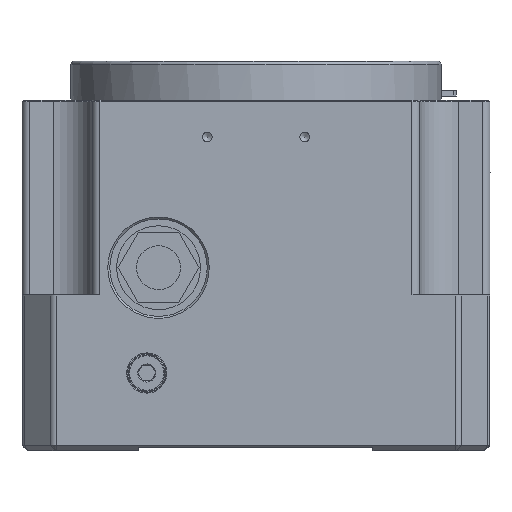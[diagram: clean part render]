
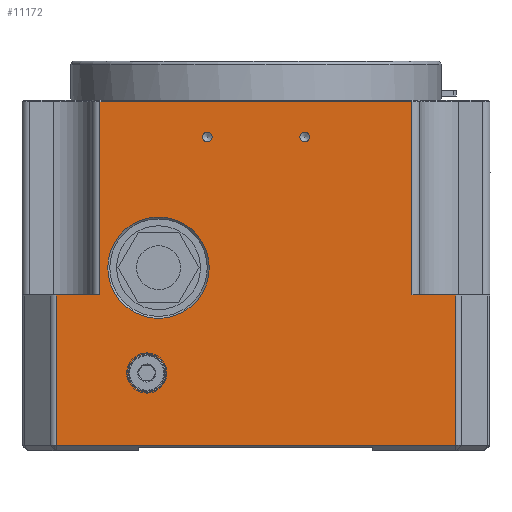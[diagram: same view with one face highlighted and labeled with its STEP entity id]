
A CAD part, left-side view. The second image highlights one B-rep face of the part: STEP entity #11172.
In plain terms, the highlighted planar face has unit normal (-1, 0, 0).
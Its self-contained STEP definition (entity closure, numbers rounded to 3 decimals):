
#772 = DIRECTION ( 'NONE',  ( 0., 1., 0. ) ) ;
#803 = CARTESIAN_POINT ( 'NONE',  ( -60., 40., 89.5 ) ) ;
#815 = LINE ( 'NONE', #803, #15313 ) ;
#1097 = CARTESIAN_POINT ( 'NONE',  ( -60., 13.75, 80.5 ) ) ;
#1102 = VERTEX_POINT ( 'NONE', #1097 ) ;
#1429 = CARTESIAN_POINT ( 'NONE',  ( -60., -11.25, 80.5 ) ) ;
#1439 = VERTEX_POINT ( 'NONE', #1429 ) ;
#2792 = DIRECTION ( 'NONE',  ( 0., 1., 0. ) ) ;
#2803 = DIRECTION ( 'NONE',  ( 1., 0., 0. ) ) ;
#2851 = CARTESIAN_POINT ( 'NONE',  ( -60., 12.5, 80.5 ) ) ;
#3531 = VERTEX_POINT ( 'NONE', #8080 ) ;
#3900 = CARTESIAN_POINT ( 'NONE',  ( -60., 51.172, 1.5 ) ) ;
#4123 = CARTESIAN_POINT ( 'NONE',  ( -60., 32.9, 20. ) ) ;
#4164 = VERTEX_POINT ( 'NONE', #4123 ) ;
#4284 = DIRECTION ( 'NONE',  ( 0., -1., 0. ) ) ;
#4292 = CARTESIAN_POINT ( 'NONE',  ( -60., 60., 40. ) ) ;
#4318 = EDGE_CURVE ( 'NONE', #3531, #5165, #35848, .T. ) ;
#4325 = LINE ( 'NONE', #4292, #24073 ) ;
#5165 = VERTEX_POINT ( 'NONE', #26714 ) ;
#5333 = AXIS2_PLACEMENT_3D ( 'NONE', #8506, #8470, #8447 ) ;
#5427 = EDGE_CURVE ( 'NONE', #10985, #10985, #25196, .T. ) ;
#5522 = EDGE_CURVE ( 'NONE', #36145, #5165, #21673, .T. ) ;
#5544 = ORIENTED_EDGE ( 'NONE', *, *, #21037, .T. ) ;
#6968 = ORIENTED_EDGE ( 'NONE', *, *, #29566, .T. ) ;
#7935 = CIRCLE ( 'NONE', #30167, 4.9 ) ;
#8080 = CARTESIAN_POINT ( 'NONE',  ( -60., -40., 40. ) ) ;
#8122 = AXIS2_PLACEMENT_3D ( 'NONE', #23328, #23299, #23264 ) ;
#8158 = EDGE_CURVE ( 'NONE', #38351, #10688, #27001, .T. ) ;
#8447 = DIRECTION ( 'NONE',  ( 0., 1., 0. ) ) ;
#8470 = DIRECTION ( 'NONE',  ( 1., 0., 0. ) ) ;
#8506 = CARTESIAN_POINT ( 'NONE',  ( -60., -12.5, 80.5 ) ) ;
#8676 = VERTEX_POINT ( 'NONE', #19219 ) ;
#9154 = ORIENTED_EDGE ( 'NONE', *, *, #14505, .T. ) ;
#10688 = VERTEX_POINT ( 'NONE', #29101 ) ;
#10948 = CARTESIAN_POINT ( 'NONE',  ( -60., 38., 47. ) ) ;
#10985 = VERTEX_POINT ( 'NONE', #10948 ) ;
#11172 = ADVANCED_FACE ( 'NONE', ( #22396, #22379, #22344, #22302, #22294 ), #22259, .F. ) ;
#11268 = VECTOR ( 'NONE', #21622, 1000. ) ;
#11826 = CARTESIAN_POINT ( 'NONE',  ( -60., -40., 89.5 ) ) ;
#12346 = VECTOR ( 'NONE', #30486, 1000. ) ;
#14505 = EDGE_CURVE ( 'NONE', #8676, #27658, #16445, .T. ) ;
#14805 = CARTESIAN_POINT ( 'NONE',  ( -60., -51.172, 1.5 ) ) ;
#14992 = EDGE_LOOP ( 'NONE', ( #21684 ) ) ;
#15313 = VECTOR ( 'NONE', #772, 1000. ) ;
#15472 = AXIS2_PLACEMENT_3D ( 'NONE', #2851, #2803, #2792 ) ;
#16295 = EDGE_CURVE ( 'NONE', #27658, #36145, #30574, .T. ) ;
#16379 = DIRECTION ( 'NONE',  ( 0., 0., -1. ) ) ;
#16406 = CARTESIAN_POINT ( 'NONE',  ( -60., 51.172, 0. ) ) ;
#16445 = LINE ( 'NONE', #16406, #30233 ) ;
#16535 = EDGE_CURVE ( 'NONE', #4164, #4164, #7935, .T. ) ;
#17055 = DIRECTION ( 'NONE',  ( 0., 0., 1. ) ) ;
#17084 = CARTESIAN_POINT ( 'NONE',  ( -60., -40., 90. ) ) ;
#17088 = LINE ( 'NONE', #17084, #26297 ) ;
#18757 = EDGE_CURVE ( 'NONE', #36401, #38351, #815, .T. ) ;
#19219 = CARTESIAN_POINT ( 'NONE',  ( -60., 51.172, 40. ) ) ;
#19310 = ORIENTED_EDGE ( 'NONE', *, *, #5427, .T. ) ;
#20257 = VECTOR ( 'NONE', #26942, 1000. ) ;
#21037 = EDGE_CURVE ( 'NONE', #1439, #1439, #22405, .T. ) ;
#21485 = EDGE_CURVE ( 'NONE', #1102, #1102, #32745, .T. ) ;
#21622 = DIRECTION ( 'NONE',  ( 0., 0., 1. ) ) ;
#21664 = CARTESIAN_POINT ( 'NONE',  ( -60., -51.172, 40. ) ) ;
#21673 = LINE ( 'NONE', #21664, #11268 ) ;
#21684 = ORIENTED_EDGE ( 'NONE', *, *, #16535, .T. ) ;
#22183 = DIRECTION ( 'NONE',  ( 0., 1., 0. ) ) ;
#22204 = DIRECTION ( 'NONE',  ( 1., 0., 0. ) ) ;
#22251 = CARTESIAN_POINT ( 'NONE',  ( -60., 60., 90. ) ) ;
#22259 = PLANE ( 'NONE',  #37386 ) ;
#22294 = FACE_OUTER_BOUND ( 'NONE', #25475, .T. ) ;
#22302 = FACE_BOUND ( 'NONE', #25179, .T. ) ;
#22344 = FACE_BOUND ( 'NONE', #24507, .T. ) ;
#22379 = FACE_BOUND ( 'NONE', #22797, .T. ) ;
#22396 = FACE_BOUND ( 'NONE', #14992, .T. ) ;
#22405 = CIRCLE ( 'NONE', #5333, 1.25 ) ;
#22797 = EDGE_LOOP ( 'NONE', ( #19310 ) ) ;
#23264 = DIRECTION ( 'NONE',  ( 0., 1., 0. ) ) ;
#23299 = DIRECTION ( 'NONE',  ( 1., 0., 0. ) ) ;
#23328 = CARTESIAN_POINT ( 'NONE',  ( -60., 25., 47. ) ) ;
#24073 = VECTOR ( 'NONE', #4284, 1000. ) ;
#24507 = EDGE_LOOP ( 'NONE', ( #5544 ) ) ;
#25179 = EDGE_LOOP ( 'NONE', ( #36903 ) ) ;
#25196 = CIRCLE ( 'NONE', #8122, 13. ) ;
#25475 = EDGE_LOOP ( 'NONE', ( #9154, #30087, #37914, #36782, #6968, #36424, #38148, #25804 ) ) ;
#25804 = ORIENTED_EDGE ( 'NONE', *, *, #27616, .F. ) ;
#26297 = VECTOR ( 'NONE', #17055, 1000. ) ;
#26714 = CARTESIAN_POINT ( 'NONE',  ( -60., -51.172, 40. ) ) ;
#26942 = DIRECTION ( 'NONE',  ( 0., 0., -1. ) ) ;
#26963 = CARTESIAN_POINT ( 'NONE',  ( -60., 40., 90. ) ) ;
#27001 = LINE ( 'NONE', #26963, #20257 ) ;
#27616 = EDGE_CURVE ( 'NONE', #8676, #10688, #4325, .T. ) ;
#27658 = VERTEX_POINT ( 'NONE', #3900 ) ;
#28005 = DIRECTION ( 'NONE',  ( 0., 1., 0. ) ) ;
#28045 = DIRECTION ( 'NONE',  ( 1., 0., 0. ) ) ;
#28056 = CARTESIAN_POINT ( 'NONE',  ( -60., 28., 20. ) ) ;
#29101 = CARTESIAN_POINT ( 'NONE',  ( -60., 40., 40. ) ) ;
#29566 = EDGE_CURVE ( 'NONE', #3531, #36401, #17088, .T. ) ;
#29957 = CARTESIAN_POINT ( 'NONE',  ( -60., 40., 89.5 ) ) ;
#30087 = ORIENTED_EDGE ( 'NONE', *, *, #16295, .T. ) ;
#30167 = AXIS2_PLACEMENT_3D ( 'NONE', #28056, #28045, #28005 ) ;
#30233 = VECTOR ( 'NONE', #16379, 1000. ) ;
#30486 = DIRECTION ( 'NONE',  ( 0., -1., 0. ) ) ;
#30522 = CARTESIAN_POINT ( 'NONE',  ( -60., 60., 1.5 ) ) ;
#30574 = LINE ( 'NONE', #30522, #12346 ) ;
#30957 = VECTOR ( 'NONE', #35798, 1000. ) ;
#32745 = CIRCLE ( 'NONE', #15472, 1.25 ) ;
#35798 = DIRECTION ( 'NONE',  ( 0., -1., 0. ) ) ;
#35803 = CARTESIAN_POINT ( 'NONE',  ( -60., -60., 40. ) ) ;
#35848 = LINE ( 'NONE', #35803, #30957 ) ;
#36145 = VERTEX_POINT ( 'NONE', #14805 ) ;
#36401 = VERTEX_POINT ( 'NONE', #11826 ) ;
#36424 = ORIENTED_EDGE ( 'NONE', *, *, #18757, .T. ) ;
#36782 = ORIENTED_EDGE ( 'NONE', *, *, #4318, .F. ) ;
#36903 = ORIENTED_EDGE ( 'NONE', *, *, #21485, .T. ) ;
#37386 = AXIS2_PLACEMENT_3D ( 'NONE', #22251, #22204, #22183 ) ;
#37914 = ORIENTED_EDGE ( 'NONE', *, *, #5522, .T. ) ;
#38148 = ORIENTED_EDGE ( 'NONE', *, *, #8158, .T. ) ;
#38351 = VERTEX_POINT ( 'NONE', #29957 ) ;
